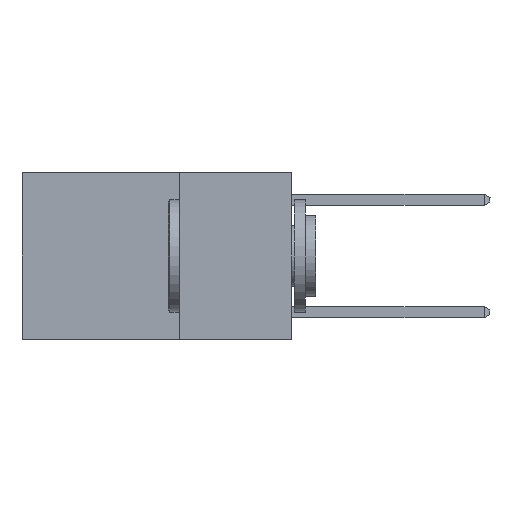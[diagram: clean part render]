
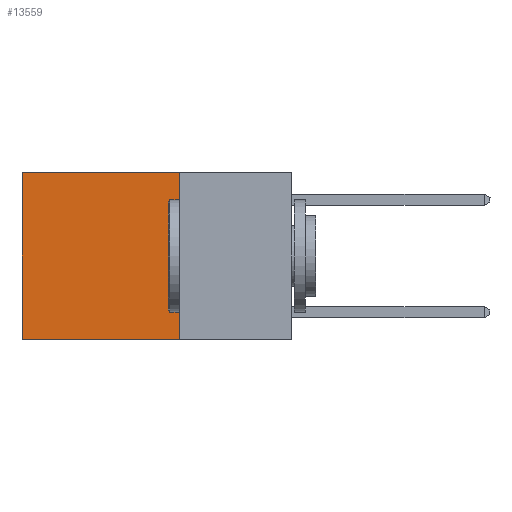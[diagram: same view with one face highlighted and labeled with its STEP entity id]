
A CAD part, left-side view. The second image highlights one B-rep face of the part: STEP entity #13559.
In plain terms, the highlighted planar face has unit normal (-1, 0, 0).
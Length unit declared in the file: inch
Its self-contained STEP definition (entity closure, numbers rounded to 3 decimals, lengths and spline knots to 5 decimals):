
#594 = LINE ( 'NONE', #9396, #10685 ) ;
#1213 = ORIENTED_EDGE ( 'NONE', *, *, #14804, .T. ) ;
#1276 = DIRECTION ( 'NONE',  ( 0., 1., 0. ) ) ;
#1537 = ORIENTED_EDGE ( 'NONE', *, *, #13100, .T. ) ;
#1747 = LINE ( 'NONE', #5626, #15399 ) ;
#1963 = CARTESIAN_POINT ( 'NONE',  ( 0.2625, 0.25, -0.37 ) ) ;
#2865 = DIRECTION ( 'NONE',  ( 0., 1., 0. ) ) ;
#2952 = DIRECTION ( 'NONE',  ( 0., 0., -1. ) ) ;
#3495 = VERTEX_POINT ( 'NONE', #1963 ) ;
#3906 = DIRECTION ( 'NONE',  ( 1., 0., 0. ) ) ;
#4305 = ORIENTED_EDGE ( 'NONE', *, *, #12372, .F. ) ;
#4741 = CARTESIAN_POINT ( 'NONE',  ( 0.2625, 0.25, 0. ) ) ;
#5402 = VERTEX_POINT ( 'NONE', #12579 ) ;
#5626 = CARTESIAN_POINT ( 'NONE',  ( 0.2625, 0.6, 0. ) ) ;
#6500 = CARTESIAN_POINT ( 'NONE',  ( 0.2625, 0.25, 0. ) ) ;
#8149 = CARTESIAN_POINT ( 'NONE',  ( 0.2625, 0.25, 0. ) ) ;
#8954 = VECTOR ( 'NONE', #2952, 39.37008 ) ;
#9396 = CARTESIAN_POINT ( 'NONE',  ( 0.2625, 0.25, -0.37 ) ) ;
#9919 = EDGE_CURVE ( 'NONE', #3495, #13275, #594, .T. ) ;
#10421 = CARTESIAN_POINT ( 'NONE',  ( 0.2625, 0.25, 0. ) ) ;
#10685 = VECTOR ( 'NONE', #2865, 39.37008 ) ;
#10963 = VECTOR ( 'NONE', #1276, 39.37008 ) ;
#11198 = CARTESIAN_POINT ( 'NONE',  ( 0.2625, 0.6, -0.37 ) ) ;
#11766 = PLANE ( 'NONE',  #12229 ) ;
#11816 = FACE_OUTER_BOUND ( 'NONE', #13791, .T. ) ;
#12229 = AXIS2_PLACEMENT_3D ( 'NONE', #10421, #3906, #13114 ) ;
#12372 = EDGE_CURVE ( 'NONE', #17167, #3495, #12511, .T. ) ;
#12511 = LINE ( 'NONE', #8149, #8954 ) ;
#12579 = CARTESIAN_POINT ( 'NONE',  ( 0.2625, 0.6, 0. ) ) ;
#12658 = ORIENTED_EDGE ( 'NONE', *, *, #9919, .F. ) ;
#13100 = EDGE_CURVE ( 'NONE', #5402, #13275, #1747, .T. ) ;
#13114 = DIRECTION ( 'NONE',  ( 0., 0., -1. ) ) ;
#13275 = VERTEX_POINT ( 'NONE', #11198 ) ;
#13525 = DIRECTION ( 'NONE',  ( 0., 0., -1. ) ) ;
#13559 = ADVANCED_FACE ( 'NONE', ( #11816 ), #11766, .F. ) ;
#13791 = EDGE_LOOP ( 'NONE', ( #1537, #12658, #4305, #1213 ) ) ;
#14520 = LINE ( 'NONE', #6500, #10963 ) ;
#14804 = EDGE_CURVE ( 'NONE', #17167, #5402, #14520, .T. ) ;
#15399 = VECTOR ( 'NONE', #13525, 39.37008 ) ;
#17167 = VERTEX_POINT ( 'NONE', #4741 ) ;
